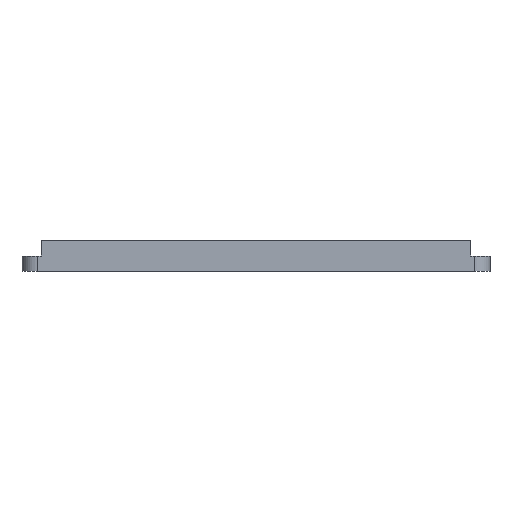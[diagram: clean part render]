
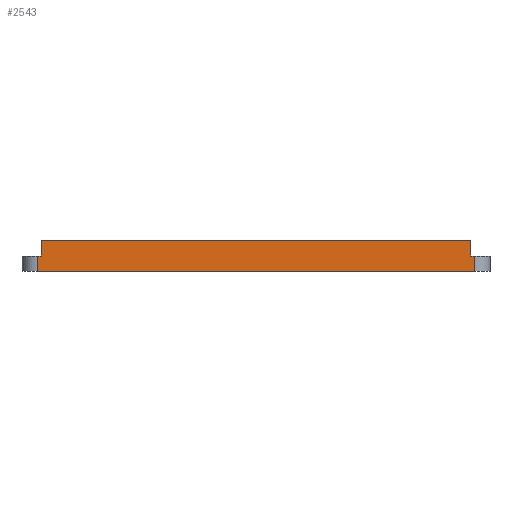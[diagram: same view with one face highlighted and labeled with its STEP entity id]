
A CAD part, left-side view. The second image highlights one B-rep face of the part: STEP entity #2543.
In plain terms, the highlighted planar face has unit normal (-1, 0, 0).
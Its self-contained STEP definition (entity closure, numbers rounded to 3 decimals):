
#145=FACE_OUTER_BOUND('',#275,.T.);
#275=EDGE_LOOP('',(#2223,#2224,#2225,#2226,#2227,#2228,#2229,#2230));
#295=LINE('',#3335,#647);
#308=LINE('',#3361,#660);
#328=LINE('',#3403,#680);
#346=LINE('',#3440,#698);
#634=LINE('',#4017,#986);
#635=LINE('',#4020,#987);
#636=LINE('',#4022,#988);
#637=LINE('',#4023,#989);
#647=VECTOR('',#2709,10.);
#660=VECTOR('',#2724,10.);
#680=VECTOR('',#2756,10.);
#698=VECTOR('',#2780,10.);
#986=VECTOR('',#3294,10.);
#987=VECTOR('',#3299,10.);
#988=VECTOR('',#3302,10.);
#989=VECTOR('',#3303,10.);
#1001=VERTEX_POINT('',#3332);
#1002=VERTEX_POINT('',#3334);
#1014=VERTEX_POINT('',#3360);
#1029=VERTEX_POINT('',#3400);
#1030=VERTEX_POINT('',#3402);
#1046=VERTEX_POINT('',#3439);
#1221=VERTEX_POINT('',#4014);
#1222=VERTEX_POINT('',#4016);
#1233=EDGE_CURVE('',#1002,#1001,#295,.T.);
#1246=EDGE_CURVE('',#1014,#1002,#308,.T.);
#1266=EDGE_CURVE('',#1030,#1029,#328,.T.);
#1284=EDGE_CURVE('',#1046,#1030,#346,.T.);
#1577=EDGE_CURVE('',#1221,#1222,#634,.T.);
#1579=EDGE_CURVE('',#1222,#1001,#635,.T.);
#1580=EDGE_CURVE('',#1046,#1221,#636,.T.);
#1581=EDGE_CURVE('',#1014,#1029,#637,.T.);
#2223=ORIENTED_EDGE('',*,*,#1233,.T.);
#2224=ORIENTED_EDGE('',*,*,#1579,.F.);
#2225=ORIENTED_EDGE('',*,*,#1577,.F.);
#2226=ORIENTED_EDGE('',*,*,#1580,.F.);
#2227=ORIENTED_EDGE('',*,*,#1284,.T.);
#2228=ORIENTED_EDGE('',*,*,#1266,.T.);
#2229=ORIENTED_EDGE('',*,*,#1581,.F.);
#2230=ORIENTED_EDGE('',*,*,#1246,.T.);
#2420=PLANE('',#2689);
#2543=ADVANCED_FACE('',(#145),#2420,.T.);
#2689=AXIS2_PLACEMENT_3D('',#4021,#3300,#3301);
#2709=DIRECTION('',(0.,1.,0.));
#2724=DIRECTION('',(0.,0.,-1.));
#2756=DIRECTION('',(0.,0.,1.));
#2780=DIRECTION('',(0.,1.,0.));
#3294=DIRECTION('',(0.,1.,0.));
#3299=DIRECTION('',(0.,0.,1.));
#3300=DIRECTION('center_axis',(-1.,0.,0.));
#3301=DIRECTION('ref_axis',(0.,-1.,0.));
#3302=DIRECTION('',(0.,0.,-1.));
#3303=DIRECTION('',(0.,-1.,0.));
#3332=CARTESIAN_POINT('',(50.1,147.9,2.));
#3334=CARTESIAN_POINT('',(50.1,147.4,2.));
#3335=CARTESIAN_POINT('',(50.1,149.275,2.));
#3360=CARTESIAN_POINT('',(50.1,147.4,4.));
#3361=CARTESIAN_POINT('',(50.1,147.4,2.));
#3400=CARTESIAN_POINT('',(50.1,91.9,4.));
#3402=CARTESIAN_POINT('',(50.1,91.9,2.));
#3403=CARTESIAN_POINT('',(50.1,91.9,2.));
#3439=CARTESIAN_POINT('',(50.1,91.4,2.));
#3440=CARTESIAN_POINT('',(50.1,120.275,2.));
#4014=CARTESIAN_POINT('',(50.1,91.4,0.));
#4016=CARTESIAN_POINT('',(50.1,147.9,0.));
#4017=CARTESIAN_POINT('',(50.1,89.4,0.));
#4020=CARTESIAN_POINT('',(50.1,147.9,0.));
#4021=CARTESIAN_POINT('Origin',(50.1,149.9,0.));
#4022=CARTESIAN_POINT('',(50.1,91.4,0.));
#4023=CARTESIAN_POINT('',(50.1,89.4,4.));
